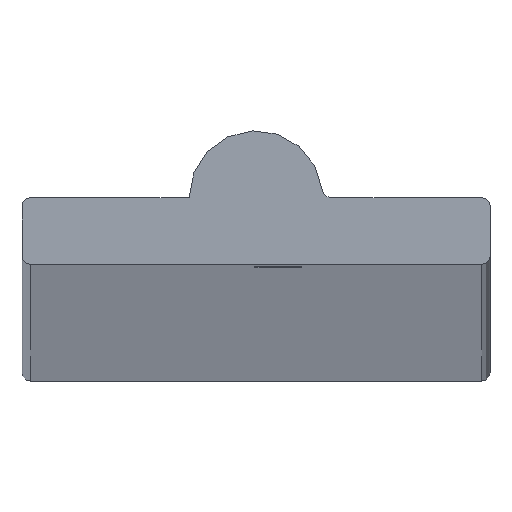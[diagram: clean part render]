
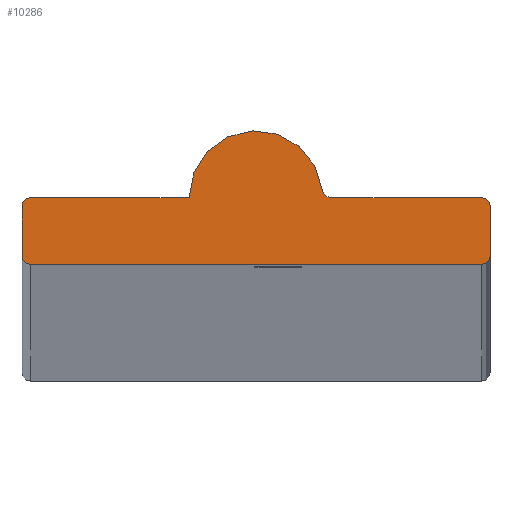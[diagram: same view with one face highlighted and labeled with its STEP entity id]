
A CAD part, top view. The second image highlights one B-rep face of the part: STEP entity #10286.
In plain terms, the highlighted planar face has unit normal (0, 0, 1).
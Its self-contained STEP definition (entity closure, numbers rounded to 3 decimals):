
#101 = CARTESIAN_POINT ( 'NONE',  ( -7., 2., 0. ) ) ;
#135 = DIRECTION ( 'NONE',  ( 1., 0., 0. ) ) ;
#498 = CARTESIAN_POINT ( 'NONE',  ( 0., 2., 0. ) ) ;
#804 = CARTESIAN_POINT ( 'NONE',  ( 7., 1.75, 0. ) ) ;
#1013 = ORIENTED_EDGE ( 'NONE', *, *, #1177, .T. ) ;
#1053 = CARTESIAN_POINT ( 'NONE',  ( -6.75, 1.75, 0. ) ) ;
#1062 = CARTESIAN_POINT ( 'NONE',  ( 6.75, 0., 0. ) ) ;
#1177 = EDGE_CURVE ( 'NONE', #9139, #6751, #7814, .T. ) ;
#1317 = DIRECTION ( 'NONE',  ( 1., 0., 0. ) ) ;
#1335 = DIRECTION ( 'NONE',  ( 0., 0., -1. ) ) ;
#1387 = VERTEX_POINT ( 'NONE', #7801 ) ;
#1432 = CARTESIAN_POINT ( 'NONE',  ( -6.75, 2., 0. ) ) ;
#1462 = VECTOR ( 'NONE', #6280, 1000. ) ;
#1493 = EDGE_LOOP ( 'NONE', ( #1900, #9013, #3287, #5361, #2760, #2085, #8986, #1013, #7498, #1969, #8673 ) ) ;
#1872 = DIRECTION ( 'NONE',  ( 1., 0., 0. ) ) ;
#1900 = ORIENTED_EDGE ( 'NONE', *, *, #3669, .F. ) ;
#1969 = ORIENTED_EDGE ( 'NONE', *, *, #3996, .F. ) ;
#2085 = ORIENTED_EDGE ( 'NONE', *, *, #8007, .T. ) ;
#2277 = VERTEX_POINT ( 'NONE', #1432 ) ;
#2315 = CARTESIAN_POINT ( 'NONE',  ( 6.75, 0.25, 0. ) ) ;
#2432 = AXIS2_PLACEMENT_3D ( 'NONE', #9707, #4948, #135 ) ;
#2464 = FACE_OUTER_BOUND ( 'NONE', #1493, .T. ) ;
#2672 = DIRECTION ( 'NONE',  ( 0., 1., 0. ) ) ;
#2728 = DIRECTION ( 'NONE',  ( 1., 0., 0. ) ) ;
#2760 = ORIENTED_EDGE ( 'NONE', *, *, #6538, .F. ) ;
#2792 = LINE ( 'NONE', #101, #7299 ) ;
#2800 = CARTESIAN_POINT ( 'NONE',  ( 1.988, 2.222, 0. ) ) ;
#2863 = CARTESIAN_POINT ( 'NONE',  ( -2., 2., 0. ) ) ;
#3067 = EDGE_CURVE ( 'NONE', #6751, #7138, #7820, .T. ) ;
#3091 = EDGE_CURVE ( 'NONE', #9139, #4503, #9686, .T. ) ;
#3117 = DIRECTION ( 'NONE',  ( 1., 0., 0. ) ) ;
#3287 = ORIENTED_EDGE ( 'NONE', *, *, #6724, .T. ) ;
#3657 = EDGE_CURVE ( 'NONE', #2277, #4893, #4284, .T. ) ;
#3669 = EDGE_CURVE ( 'NONE', #1387, #4893, #8548, .T. ) ;
#3729 = DIRECTION ( 'NONE',  ( 0., 0., 1. ) ) ;
#3913 = DIRECTION ( 'NONE',  ( 0., 0., 1. ) ) ;
#3996 = EDGE_CURVE ( 'NONE', #2277, #7138, #2792, .T. ) ;
#4008 = EDGE_CURVE ( 'NONE', #1387, #9249, #6783, .T. ) ;
#4203 = AXIS2_PLACEMENT_3D ( 'NONE', #1053, #6642, #1872 ) ;
#4284 = CIRCLE ( 'NONE', #4203, 0.25 ) ;
#4418 = AXIS2_PLACEMENT_3D ( 'NONE', #8524, #3729, #9305 ) ;
#4490 = PLANE ( 'NONE',  #8116 ) ;
#4503 = VERTEX_POINT ( 'NONE', #9029 ) ;
#4585 = CIRCLE ( 'NONE', #5517, 0.25 ) ;
#4893 = VERTEX_POINT ( 'NONE', #8500 ) ;
#4948 = DIRECTION ( 'NONE',  ( 0., 0., 1. ) ) ;
#5361 = ORIENTED_EDGE ( 'NONE', *, *, #8086, .T. ) ;
#5517 = AXIS2_PLACEMENT_3D ( 'NONE', #2315, #7884, #3117 ) ;
#5844 = CARTESIAN_POINT ( 'NONE',  ( -7., 0., 0. ) ) ;
#6096 = DIRECTION ( 'NONE',  ( 0., 0., 1. ) ) ;
#6108 = CARTESIAN_POINT ( 'NONE',  ( 2.236, 2.25, 0. ) ) ;
#6171 = CARTESIAN_POINT ( 'NONE',  ( 2., 2., 0. ) ) ;
#6280 = DIRECTION ( 'NONE',  ( 1., 0., 0. ) ) ;
#6507 = DIRECTION ( 'NONE',  ( 1., 0., 0. ) ) ;
#6538 = EDGE_CURVE ( 'NONE', #9064, #8468, #6591, .T. ) ;
#6591 = LINE ( 'NONE', #7975, #8743 ) ;
#6642 = DIRECTION ( 'NONE',  ( 0., 0., 1. ) ) ;
#6724 = EDGE_CURVE ( 'NONE', #9249, #7039, #7973, .T. ) ;
#6751 = VERTEX_POINT ( 'NONE', #2800 ) ;
#6783 = CIRCLE ( 'NONE', #2432, 0.25 ) ;
#6917 = DIRECTION ( 'NONE',  ( 1., 0., 0. ) ) ;
#7039 = VERTEX_POINT ( 'NONE', #1062 ) ;
#7138 = VERTEX_POINT ( 'NONE', #2863 ) ;
#7299 = VECTOR ( 'NONE', #6507, 1000. ) ;
#7481 = CARTESIAN_POINT ( 'NONE',  ( 7., 0.25, 0. ) ) ;
#7498 = ORIENTED_EDGE ( 'NONE', *, *, #3067, .T. ) ;
#7801 = CARTESIAN_POINT ( 'NONE',  ( -7., 0.25, 0. ) ) ;
#7814 = CIRCLE ( 'NONE', #10366, 0.25 ) ;
#7820 = CIRCLE ( 'NONE', #8152, 2. ) ;
#7884 = DIRECTION ( 'NONE',  ( 0., 0., 1. ) ) ;
#7973 = LINE ( 'NONE', #8311, #9822 ) ;
#7975 = CARTESIAN_POINT ( 'NONE',  ( 7., 2., 0. ) ) ;
#8007 = EDGE_CURVE ( 'NONE', #9064, #4503, #8852, .T. ) ;
#8042 = VECTOR ( 'NONE', #2672, 1000. ) ;
#8086 = EDGE_CURVE ( 'NONE', #7039, #8468, #4585, .T. ) ;
#8116 = AXIS2_PLACEMENT_3D ( 'NONE', #498, #6096, #1317 ) ;
#8152 = AXIS2_PLACEMENT_3D ( 'NONE', #8707, #3913, #9498 ) ;
#8311 = CARTESIAN_POINT ( 'NONE',  ( -7., 0., 0. ) ) ;
#8368 = CARTESIAN_POINT ( 'NONE',  ( -6.75, 0., 0. ) ) ;
#8468 = VERTEX_POINT ( 'NONE', #7481 ) ;
#8500 = CARTESIAN_POINT ( 'NONE',  ( -7., 1.75, 0. ) ) ;
#8524 = CARTESIAN_POINT ( 'NONE',  ( 6.75, 1.75, 0. ) ) ;
#8548 = LINE ( 'NONE', #5844, #8042 ) ;
#8673 = ORIENTED_EDGE ( 'NONE', *, *, #3657, .T. ) ;
#8707 = CARTESIAN_POINT ( 'NONE',  ( 0., 2., 0. ) ) ;
#8743 = VECTOR ( 'NONE', #8799, 1000. ) ;
#8799 = DIRECTION ( 'NONE',  ( 0., -1., 0. ) ) ;
#8852 = CIRCLE ( 'NONE', #4418, 0.25 ) ;
#8986 = ORIENTED_EDGE ( 'NONE', *, *, #3091, .F. ) ;
#9013 = ORIENTED_EDGE ( 'NONE', *, *, #4008, .T. ) ;
#9029 = CARTESIAN_POINT ( 'NONE',  ( 6.75, 2., 0. ) ) ;
#9064 = VERTEX_POINT ( 'NONE', #804 ) ;
#9139 = VERTEX_POINT ( 'NONE', #9814 ) ;
#9249 = VERTEX_POINT ( 'NONE', #8368 ) ;
#9305 = DIRECTION ( 'NONE',  ( 1., 0., 0. ) ) ;
#9498 = DIRECTION ( 'NONE',  ( 1., 0., 0. ) ) ;
#9686 = LINE ( 'NONE', #6171, #1462 ) ;
#9707 = CARTESIAN_POINT ( 'NONE',  ( -6.75, 0.25, 0. ) ) ;
#9814 = CARTESIAN_POINT ( 'NONE',  ( 2.236, 2., 0. ) ) ;
#9822 = VECTOR ( 'NONE', #2728, 1000. ) ;
#10286 = ADVANCED_FACE ( 'NONE', ( #2464 ), #4490, .T. ) ;
#10366 = AXIS2_PLACEMENT_3D ( 'NONE', #6108, #1335, #6917 ) ;
